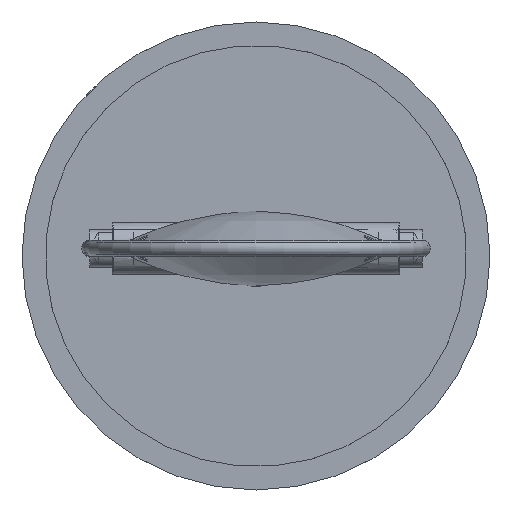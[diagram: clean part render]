
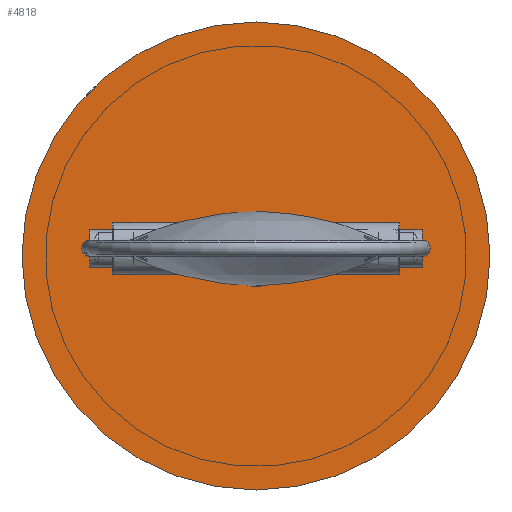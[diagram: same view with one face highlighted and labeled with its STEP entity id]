
A CAD part, top view. The second image highlights one B-rep face of the part: STEP entity #4818.
In plain terms, the highlighted face is planar.
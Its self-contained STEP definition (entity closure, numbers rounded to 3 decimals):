
#1093=FACE_BOUND('',#1629,.T.);
#1337=FACE_OUTER_BOUND('',#1628,.T.);
#1628=EDGE_LOOP('',(#4336));
#1629=EDGE_LOOP('',(#4337));
#1863=CIRCLE('',#5579,8.);
#1866=CIRCLE('',#5583,100.);
#2327=VERTEX_POINT('',#10115);
#2330=VERTEX_POINT('',#10123);
#3002=EDGE_CURVE('',#2327,#2327,#1863,.T.);
#3007=EDGE_CURVE('',#2330,#2330,#1866,.T.);
#4336=ORIENTED_EDGE('',*,*,#3007,.T.);
#4337=ORIENTED_EDGE('',*,*,#3002,.T.);
#4568=PLANE('',#5584);
#4818=ADVANCED_FACE('',(#1337,#1093),#4568,.F.);
#5579=AXIS2_PLACEMENT_3D('',#10116,#6852,#6853);
#5583=AXIS2_PLACEMENT_3D('',#10125,#6862,#6863);
#5584=AXIS2_PLACEMENT_3D('',#10126,#6864,#6865);
#6852=DIRECTION('center_axis',(0.,1.,0.));
#6853=DIRECTION('ref_axis',(1.,0.,0.));
#6862=DIRECTION('center_axis',(0.,-1.,0.));
#6863=DIRECTION('ref_axis',(1.,0.,0.));
#6864=DIRECTION('center_axis',(0.,1.,0.));
#6865=DIRECTION('ref_axis',(0.,0.,1.));
#10115=CARTESIAN_POINT('',(-8.,0.,0.));
#10116=CARTESIAN_POINT('Origin',(0.,0.,0.));
#10123=CARTESIAN_POINT('',(-100.,0.,0.));
#10125=CARTESIAN_POINT('Origin',(0.,0.,0.));
#10126=CARTESIAN_POINT('Origin',(0.,0.,0.));
